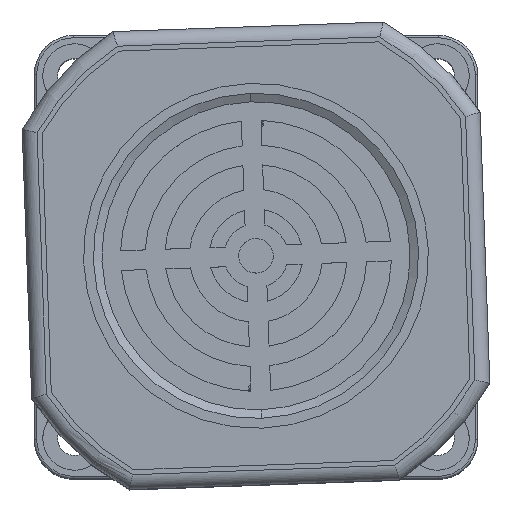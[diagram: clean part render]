
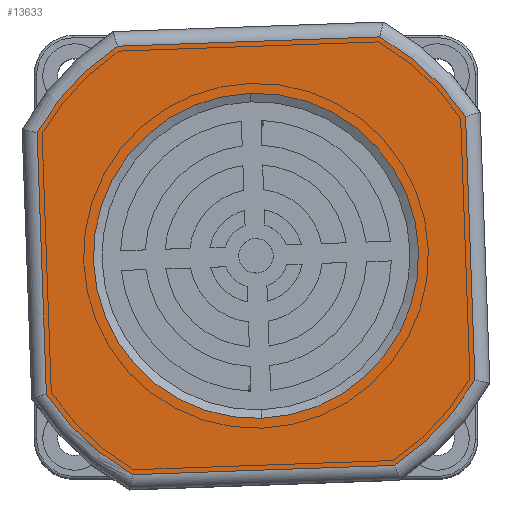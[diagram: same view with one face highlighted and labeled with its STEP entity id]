
A CAD part, top view. The second image highlights one B-rep face of the part: STEP entity #13633.
In plain terms, the highlighted face is planar.
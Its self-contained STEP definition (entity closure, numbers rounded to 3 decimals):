
#39 = EDGE_LOOP ( 'NONE', ( #1658, #1702, #1732, #16661, #1822, #1840, #1898, #1920 ) ) ;
#542 = VERTEX_POINT ( 'NONE', #7775 ) ;
#547 = VERTEX_POINT ( 'NONE', #8087 ) ;
#746 = AXIS2_PLACEMENT_3D ( 'NONE', #11233, #11243, #11248 ) ;
#1658 = ORIENTED_EDGE ( 'NONE', *, *, #2686, .T. ) ;
#1702 = ORIENTED_EDGE ( 'NONE', *, *, #7479, .T. ) ;
#1732 = ORIENTED_EDGE ( 'NONE', *, *, #6092, .T. ) ;
#1822 = ORIENTED_EDGE ( 'NONE', *, *, #16360, .T. ) ;
#1840 = ORIENTED_EDGE ( 'NONE', *, *, #8051, .T. ) ;
#1898 = ORIENTED_EDGE ( 'NONE', *, *, #11725, .T. ) ;
#1920 = ORIENTED_EDGE ( 'NONE', *, *, #3660, .T. ) ;
#1987 = ORIENTED_EDGE ( 'NONE', *, *, #2379, .F. ) ;
#2119 = CARTESIAN_POINT ( 'NONE',  ( -43.5, 0., -26.54 ) ) ;
#2379 = EDGE_CURVE ( 'NONE', #542, #18333, #7422, .T. ) ;
#2686 = EDGE_CURVE ( 'NONE', #4721, #5096, #6749, .T. ) ;
#2934 = EDGE_CURVE ( 'NONE', #18333, #542, #6120, .T. ) ;
#3660 = EDGE_CURVE ( 'NONE', #11205, #4721, #4160, .T. ) ;
#3913 = LINE ( 'NONE', #7249, #3933 ) ;
#3933 = VECTOR ( 'NONE', #7253, 1000. ) ;
#4059 = CARTESIAN_POINT ( 'NONE',  ( 43.5, 0., 0. ) ) ;
#4070 = VERTEX_POINT ( 'NONE', #12461 ) ;
#4102 = DIRECTION ( 'NONE',  ( 0., 0., 1. ) ) ;
#4160 = CIRCLE ( 'NONE', #11363, 51. ) ;
#4271 = DIRECTION ( 'NONE',  ( 0., 0., 1. ) ) ;
#4274 = DIRECTION ( 'NONE',  ( 0., -1., 0. ) ) ;
#4294 = CARTESIAN_POINT ( 'NONE',  ( 0.05, 0., 0. ) ) ;
#4721 = VERTEX_POINT ( 'NONE', #5944 ) ;
#5006 = DIRECTION ( 'NONE',  ( 0., 0., 1. ) ) ;
#5010 = DIRECTION ( 'NONE',  ( 0., 1., 0. ) ) ;
#5051 = PLANE ( 'NONE',  #5941 ) ;
#5087 = CARTESIAN_POINT ( 'NONE',  ( 0.05, 0., 0. ) ) ;
#5096 = VERTEX_POINT ( 'NONE', #2119 ) ;
#5712 = CARTESIAN_POINT ( 'NONE',  ( -43.5, 0., 0. ) ) ;
#5768 = AXIS2_PLACEMENT_3D ( 'NONE', #17044, #17968, #13382 ) ;
#5772 = DIRECTION ( 'NONE',  ( 0., 0., -1. ) ) ;
#5941 = AXIS2_PLACEMENT_3D ( 'NONE', #5087, #5010, #5006 ) ;
#5944 = CARTESIAN_POINT ( 'NONE',  ( -43.5, 0., 26.54 ) ) ;
#6092 = EDGE_CURVE ( 'NONE', #4070, #11015, #16011, .T. ) ;
#6120 = CIRCLE ( 'NONE', #17885, 33. ) ;
#6303 = ORIENTED_EDGE ( 'NONE', *, *, #2934, .F. ) ;
#6671 = VECTOR ( 'NONE', #5772, 1000. ) ;
#6749 = LINE ( 'NONE', #5712, #6671 ) ;
#7046 = VECTOR ( 'NONE', #4102, 1000. ) ;
#7095 = CARTESIAN_POINT ( 'NONE',  ( 0., 0., 33. ) ) ;
#7166 = LINE ( 'NONE', #4059, #7046 ) ;
#7249 = CARTESIAN_POINT ( 'NONE',  ( 0.05, 0., 43.5 ) ) ;
#7253 = DIRECTION ( 'NONE',  ( -1., 0., 0. ) ) ;
#7422 = CIRCLE ( 'NONE', #746, 33. ) ;
#7479 = EDGE_CURVE ( 'NONE', #5096, #4070, #15026, .T. ) ;
#7775 = CARTESIAN_POINT ( 'NONE',  ( 0., 0., -33. ) ) ;
#8051 = EDGE_CURVE ( 'NONE', #14909, #9188, #14519, .T. ) ;
#8087 = CARTESIAN_POINT ( 'NONE',  ( 43.5, 0., -26.705 ) ) ;
#9188 = VERTEX_POINT ( 'NONE', #15770 ) ;
#9410 = EDGE_CURVE ( 'NONE', #11015, #547, #11477, .T. ) ;
#11015 = VERTEX_POINT ( 'NONE', #14734 ) ;
#11205 = VERTEX_POINT ( 'NONE', #12937 ) ;
#11233 = CARTESIAN_POINT ( 'NONE',  ( 0., 0., 0. ) ) ;
#11243 = DIRECTION ( 'NONE',  ( 0., -1., 0. ) ) ;
#11248 = DIRECTION ( 'NONE',  ( 0., 0., -1. ) ) ;
#11363 = AXIS2_PLACEMENT_3D ( 'NONE', #16365, #16339, #16325 ) ;
#11477 = CIRCLE ( 'NONE', #16149, 51. ) ;
#11725 = EDGE_CURVE ( 'NONE', #9188, #11205, #3913, .T. ) ;
#12461 = CARTESIAN_POINT ( 'NONE',  ( -26.572, 0., -43.5 ) ) ;
#12679 = DIRECTION ( 'NONE',  ( 0., 0., 1. ) ) ;
#12690 = DIRECTION ( 'NONE',  ( 0., -1., 0. ) ) ;
#12702 = CARTESIAN_POINT ( 'NONE',  ( 0.05, 0., 0. ) ) ;
#12937 = CARTESIAN_POINT ( 'NONE',  ( -26.572, 0., 43.5 ) ) ;
#13382 = DIRECTION ( 'NONE',  ( 0., 0., 1. ) ) ;
#13449 = CARTESIAN_POINT ( 'NONE',  ( 43.5, 0., 26.705 ) ) ;
#13633 = ADVANCED_FACE ( 'NONE', ( #16526, #16383 ), #5051, .F. ) ;
#14519 = CIRCLE ( 'NONE', #5768, 51. ) ;
#14734 = CARTESIAN_POINT ( 'NONE',  ( 26.673, 0., -43.5 ) ) ;
#14801 = CARTESIAN_POINT ( 'NONE',  ( 0., 0., 0. ) ) ;
#14904 = DIRECTION ( 'NONE',  ( 0., -1., 0. ) ) ;
#14909 = VERTEX_POINT ( 'NONE', #13449 ) ;
#14944 = DIRECTION ( 'NONE',  ( 0., 0., -1. ) ) ;
#15026 = CIRCLE ( 'NONE', #16848, 51. ) ;
#15770 = CARTESIAN_POINT ( 'NONE',  ( 26.673, 0., 43.5 ) ) ;
#15959 = VECTOR ( 'NONE', #16248, 1000. ) ;
#16011 = LINE ( 'NONE', #16341, #15959 ) ;
#16149 = AXIS2_PLACEMENT_3D ( 'NONE', #12702, #12690, #12679 ) ;
#16172 = EDGE_LOOP ( 'NONE', ( #1987, #6303 ) ) ;
#16248 = DIRECTION ( 'NONE',  ( 1., 0., 0. ) ) ;
#16325 = DIRECTION ( 'NONE',  ( 0., 0., 1. ) ) ;
#16339 = DIRECTION ( 'NONE',  ( 0., -1., 0. ) ) ;
#16341 = CARTESIAN_POINT ( 'NONE',  ( 0.05, 0., -43.5 ) ) ;
#16360 = EDGE_CURVE ( 'NONE', #547, #14909, #7166, .T. ) ;
#16365 = CARTESIAN_POINT ( 'NONE',  ( 0.05, 0., 0. ) ) ;
#16383 = FACE_BOUND ( 'NONE', #16172, .T. ) ;
#16526 = FACE_OUTER_BOUND ( 'NONE', #39, .T. ) ;
#16661 = ORIENTED_EDGE ( 'NONE', *, *, #9410, .T. ) ;
#16848 = AXIS2_PLACEMENT_3D ( 'NONE', #4294, #4274, #4271 ) ;
#17044 = CARTESIAN_POINT ( 'NONE',  ( 0.05, 0., 0. ) ) ;
#17885 = AXIS2_PLACEMENT_3D ( 'NONE', #14801, #14904, #14944 ) ;
#17968 = DIRECTION ( 'NONE',  ( 0., -1., 0. ) ) ;
#18333 = VERTEX_POINT ( 'NONE', #7095 ) ;
